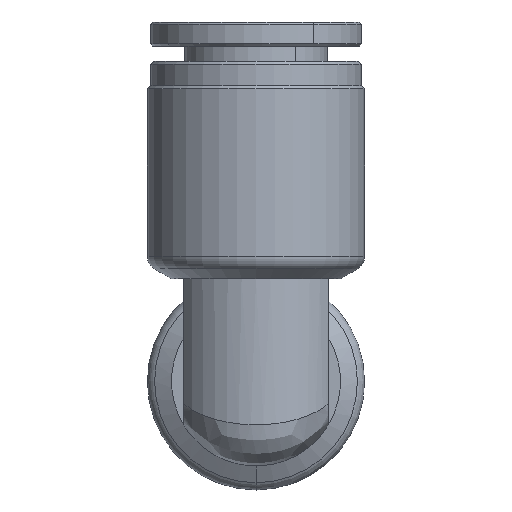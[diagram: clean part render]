
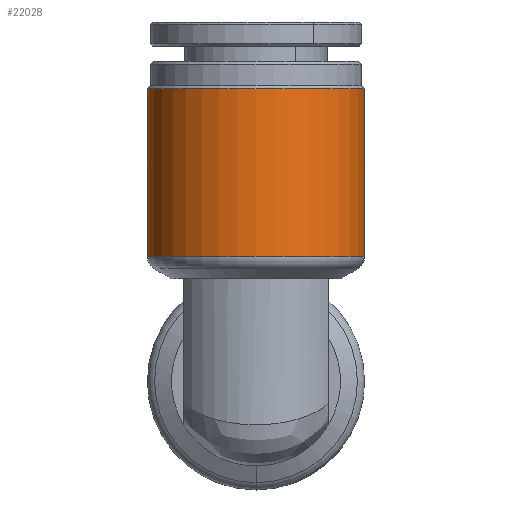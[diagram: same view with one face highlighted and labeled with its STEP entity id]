
A CAD part, front view. The second image highlights one B-rep face of the part: STEP entity #22028.
In plain terms, the highlighted cylindrical face has radius 9 mm (diameter 18 mm), a partial arc.
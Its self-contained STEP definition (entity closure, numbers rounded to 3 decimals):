
#1029 = DIRECTION ( 'NONE',  ( 0., 0., 1. ) ) ;
#1844 = ORIENTED_EDGE ( 'NONE', *, *, #19161, .T. ) ;
#4540 = EDGE_CURVE ( 'NONE', #29987, #43558, #36882, .T. ) ;
#6540 = DIRECTION ( 'NONE',  ( 0., 0., -1. ) ) ;
#6588 = CARTESIAN_POINT ( 'NONE',  ( 9., 0., 15.75 ) ) ;
#8429 = DIRECTION ( 'NONE',  ( 0., 0., -1. ) ) ;
#8546 = DIRECTION ( 'NONE',  ( 0., 0., -1. ) ) ;
#10689 = EDGE_LOOP ( 'NONE', ( #20182, #1844, #21526, #20798 ) ) ;
#10852 = VERTEX_POINT ( 'NONE', #6588 ) ;
#13074 = DIRECTION ( 'NONE',  ( 0., 0., -1. ) ) ;
#14350 = CIRCLE ( 'NONE', #20939, 9. ) ;
#15310 = EDGE_CURVE ( 'NONE', #18033, #29987, #47000, .T. ) ;
#15724 = CYLINDRICAL_SURFACE ( 'NONE', #42935, 9. ) ;
#15768 = CARTESIAN_POINT ( 'NONE',  ( 0., 0., 16. ) ) ;
#18033 = VERTEX_POINT ( 'NONE', #19988 ) ;
#19075 = VECTOR ( 'NONE', #6540, 1000. ) ;
#19161 = EDGE_CURVE ( 'NONE', #10852, #18033, #14350, .T. ) ;
#19988 = CARTESIAN_POINT ( 'NONE',  ( -9., 0., 15.75 ) ) ;
#20182 = ORIENTED_EDGE ( 'NONE', *, *, #37264, .F. ) ;
#20276 = FACE_OUTER_BOUND ( 'NONE', #10689, .T. ) ;
#20798 = ORIENTED_EDGE ( 'NONE', *, *, #4540, .T. ) ;
#20939 = AXIS2_PLACEMENT_3D ( 'NONE', #30367, #8546, #34039 ) ;
#21136 = CARTESIAN_POINT ( 'NONE',  ( -9., 0., 16. ) ) ;
#21526 = ORIENTED_EDGE ( 'NONE', *, *, #15310, .T. ) ;
#22028 = ADVANCED_FACE ( 'NONE', ( #20276 ), #15724, .T. ) ;
#22829 = CARTESIAN_POINT ( 'NONE',  ( 0., 0., 1.849 ) ) ;
#23781 = VECTOR ( 'NONE', #13074, 1000. ) ;
#24419 = CARTESIAN_POINT ( 'NONE',  ( -9., 0., 1.849 ) ) ;
#26484 = DIRECTION ( 'NONE',  ( -1., 0., 0. ) ) ;
#27498 = AXIS2_PLACEMENT_3D ( 'NONE', #22829, #1029, #26484 ) ;
#29987 = VERTEX_POINT ( 'NONE', #24419 ) ;
#30367 = CARTESIAN_POINT ( 'NONE',  ( 0., 0., 15.75 ) ) ;
#30418 = DIRECTION ( 'NONE',  ( -1., 0., 0. ) ) ;
#31230 = CARTESIAN_POINT ( 'NONE',  ( 9., 0., 16. ) ) ;
#33482 = LINE ( 'NONE', #31230, #23781 ) ;
#34039 = DIRECTION ( 'NONE',  ( 1., 0., 0. ) ) ;
#36882 = CIRCLE ( 'NONE', #27498, 9. ) ;
#37264 = EDGE_CURVE ( 'NONE', #10852, #43558, #33482, .T. ) ;
#37487 = CARTESIAN_POINT ( 'NONE',  ( 9., 0., 1.849 ) ) ;
#42935 = AXIS2_PLACEMENT_3D ( 'NONE', #15768, #8429, #30418 ) ;
#43558 = VERTEX_POINT ( 'NONE', #37487 ) ;
#47000 = LINE ( 'NONE', #21136, #19075 ) ;
